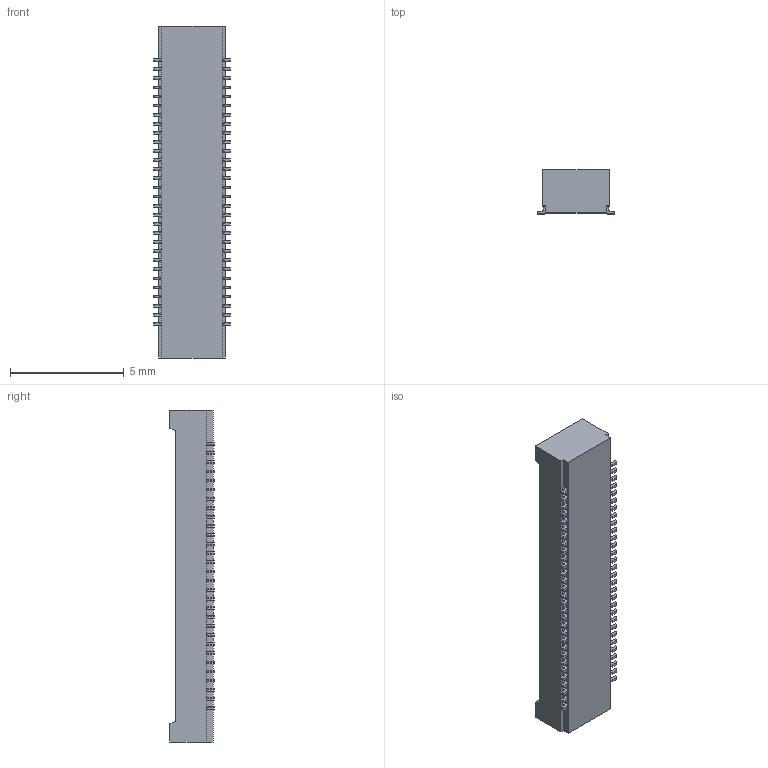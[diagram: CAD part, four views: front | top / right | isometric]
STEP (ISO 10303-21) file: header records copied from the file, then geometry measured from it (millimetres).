
FILE_DESCRIPTION(('CoCreate Modeling STEP Export'),'2;1');
FILE_NAME('DF40C(2.0)-60DS_0726.stp','2010-07-26T 9:56:58',(''),(''),'CoCreate Modeling STEP processor for AP214 (Solid Model)','CoCreate Modeling 17.0 01-Apr-2010 (C) Parametric Technology GmbH','');
FILE_SCHEMA(('AUTOMOTIVE_DESIGN { 1 0 10303 214 1 1 1 1 }'));
Length unit declared in the file: millimetre
Products named in the file (1): DF40C(2.0)-60DS-0.4V
Bounding box: 3.38 x 1.95 x 14.6 mm (x, y, z)
Volume: 58.8 mm3; surface area: 213.5 mm2
Topology: 1 solids, 1 shells, 1593 faces, 4364 edges, 2896 vertices
Faces by surface type: plane 1089, cylinder 492, cone 12
Entity records: 48864 total; most frequent: ORIENTED_EDGE 8728, CARTESIAN_POINT 8554, DIRECTION 7956, EDGE_CURVE 4364, VECTOR 3360, LINE 3360, VERTEX_POINT 2896, AXIS2_PLACEMENT_3D 2298
